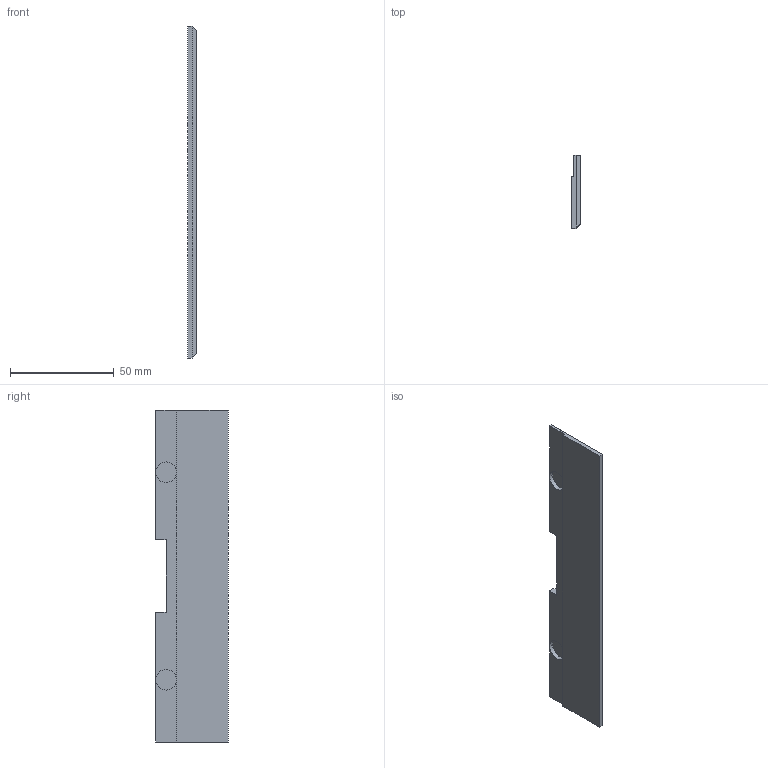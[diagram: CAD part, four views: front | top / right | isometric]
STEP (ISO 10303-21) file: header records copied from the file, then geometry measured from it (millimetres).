
FILE_DESCRIPTION(('FreeCAD Model'),'2;1');
FILE_NAME('Open CASCADE Shape Model','2025-01-17T22:41:44',(''),(''), 'Open CASCADE STEP processor 7.8','FreeCAD','Unknown');
FILE_SCHEMA(('AUTOMOTIVE_DESIGN { 1 0 10303 214 1 1 1 1 }'));
Length unit declared in the file: millimetre
Products named in the file (1): SideGuard1
Bounding box: 4 x 35 x 160 mm (x, y, z)
Volume: 19506.2 mm3; surface area: 12268.9 mm2
Topology: 1 solids, 1 shells, 23 faces, 53 edges, 32 vertices
Faces by surface type: plane 19, cylinder 4
Entity records: 1370 total; most frequent: CARTESIAN_POINT 263, DIRECTION 207, LINE 143, VECTOR 143, ORIENTED_EDGE 106, PCURVE 106, DEFINITIONAL_REPRESENTATION 106, EDGE_CURVE 53
